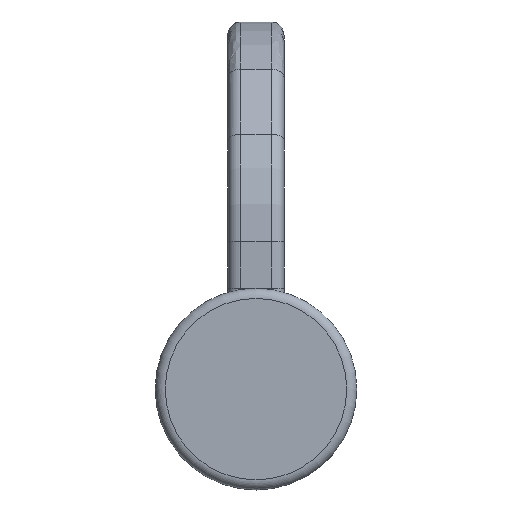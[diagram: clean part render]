
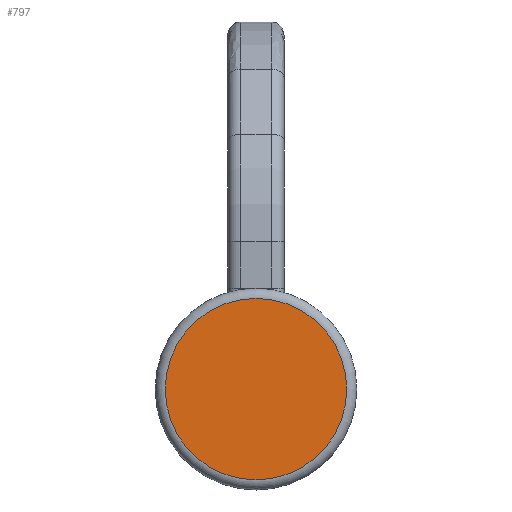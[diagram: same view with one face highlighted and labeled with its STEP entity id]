
A CAD part, front view. The second image highlights one B-rep face of the part: STEP entity #797.
In plain terms, the highlighted planar face has unit normal (0, -1, 0).
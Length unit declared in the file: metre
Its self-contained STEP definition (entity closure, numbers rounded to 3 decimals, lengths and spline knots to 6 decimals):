
#166=PLANE('',#949);
#360=ORIENTED_EDGE('',*,*,#469,.T.);
#469=EDGE_CURVE('',#536,#536,#579,.T.);
#536=VERTEX_POINT('',#1828);
#579=CIRCLE('',#950,0.02286);
#642=EDGE_LOOP('',(#360));
#713=FACE_BOUND('',#642,.T.);
#797=ADVANCED_FACE('',(#713),#166,.T.);
#949=AXIS2_PLACEMENT_3D('',#1826,#1187,#1188);
#950=AXIS2_PLACEMENT_3D('',#1827,#1189,#1190);
#1187=DIRECTION('',(0.,-1.,0.));
#1188=DIRECTION('',(1.,0.,0.));
#1189=DIRECTION('',(0.,-1.,0.));
#1190=DIRECTION('',(0.,0.,-1.));
#1826=CARTESIAN_POINT('',(0.,-0.01778,0.));
#1827=CARTESIAN_POINT('',(0.,-0.01778,0.));
#1828=CARTESIAN_POINT('',(0.,-0.01778,-0.02286));
